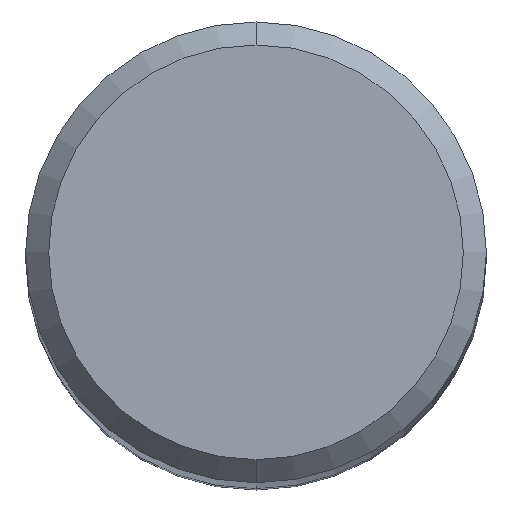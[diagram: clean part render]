
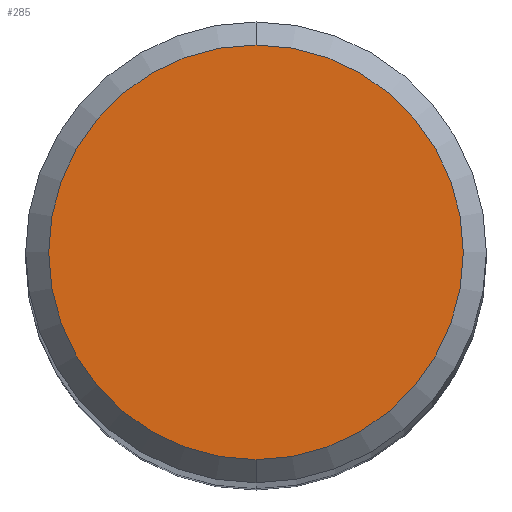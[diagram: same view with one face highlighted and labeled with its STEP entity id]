
A CAD part, top view. The second image highlights one B-rep face of the part: STEP entity #285.
In plain terms, the highlighted planar face has unit normal (0, 0, 1).
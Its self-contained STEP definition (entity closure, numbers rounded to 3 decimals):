
#201=EDGE_CURVE('',#369,#295,#481,.T.);
#285=ADVANCED_FACE('',(#573),#574,.T.);
#295=VERTEX_POINT('',#587);
#369=VERTEX_POINT('',#664);
#373=EDGE_CURVE('',#295,#369,#668,.T.);
#481=CIRCLE('',#795,4.5);
#573=FACE_OUTER_BOUND('',#1006,.T.);
#574=PLANE('',#1007);
#587=CARTESIAN_POINT('',(0.0,4.5,0.0));
#664=CARTESIAN_POINT('',(0.,-4.5,0.0));
#668=CIRCLE('',#1258,4.5);
#795=AXIS2_PLACEMENT_3D('',#1401,#1402,#1403);
#1006=EDGE_LOOP('',(#1504,#1505));
#1007=AXIS2_PLACEMENT_3D('',#1506,#1507,#1508);
#1258=AXIS2_PLACEMENT_3D('',#1588,#1589,#1590);
#1401=CARTESIAN_POINT('',(0.0,0.0,0.0));
#1402=DIRECTION('',(0.0,0.0,-1.0));
#1403=DIRECTION('',(0.0,1.0,0.0));
#1504=ORIENTED_EDGE('',*,*,#373,.F.);
#1505=ORIENTED_EDGE('',*,*,#201,.F.);
#1506=CARTESIAN_POINT('',(0.0,2.25,0.0));
#1507=DIRECTION('',(-0.0,0.0,1.0));
#1508=DIRECTION('',(0.0,-1.0,0.0));
#1588=CARTESIAN_POINT('',(0.0,0.0,0.0));
#1589=DIRECTION('',(0.0,0.0,-1.0));
#1590=DIRECTION('',(0.0,1.0,0.0));
